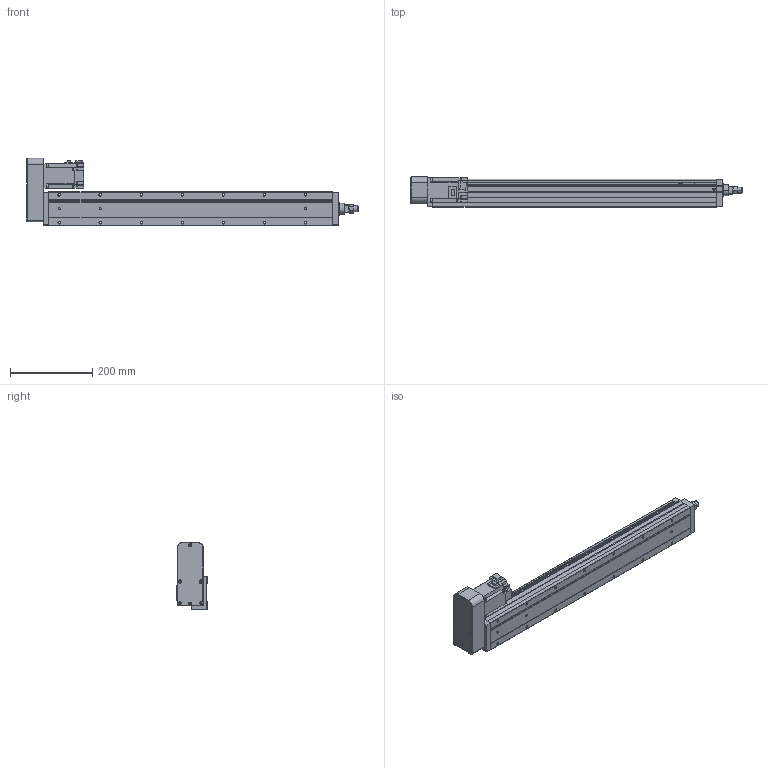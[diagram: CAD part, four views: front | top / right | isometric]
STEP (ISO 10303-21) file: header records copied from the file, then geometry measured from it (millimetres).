
FILE_DESCRIPTION (( 'STEP AP214' ), '1' );
FILE_NAME ('ETU08BL-16XLD-0500-XXXX(2).STEP', '2025-02-28T14:51:02', ( '' ), ( '' ), 'SwSTEP 2.0', 'SolidWorks 2022', '' );
FILE_SCHEMA (( 'AUTOMOTIVE_DESIGN' ));
Length unit declared in the file: millimetre
Products named in the file (10): ETU08-500BODY0; ETU08-500ROD; ETU08-500NUT; ETU08-500MOTOR; ETU08-500BODY2; ETU08-500SENSOR; ETU08-500BODY3; ETU08BL-16XLD-0500-XXXX(2); FANG STICKER; ETU08-500BODY1
Assembly tree (10 placements, depth 2):
  ETU08BL-16XLD-0500-XXXX(2)
    ETU08-500BODY0
    ETU08-500BODY1
    ETU08-500BODY2
    ETU08-500BODY3
    ETU08-500MOTOR
    ETU08-500ROD
    ETU08-500NUT
    ETU08-500SENSOR  x2
    FANG STICKER
Bounding box: 809 x 74.3 x 163.8 mm (x, y, z)
Volume: 3927151.4 mm3; surface area: 464513 mm2
Topology: 10 solids, 10 shells, 925 faces, 2347 edges, 1514 vertices
Faces by surface type: plane 598, cylinder 215, cone 104, torus 8
Entity records: 27893 total; most frequent: CARTESIAN_POINT 4901, DIRECTION 4701, ORIENTED_EDGE 4618, EDGE_CURVE 2309, LINE 1729, VECTOR 1729, VERTEX_POINT 1494, AXIS2_PLACEMENT_3D 1486
